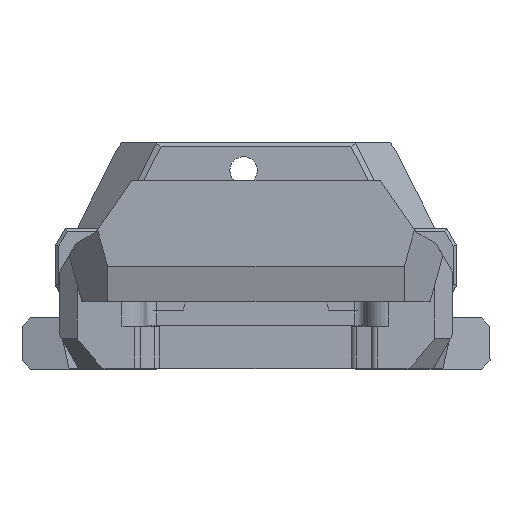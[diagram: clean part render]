
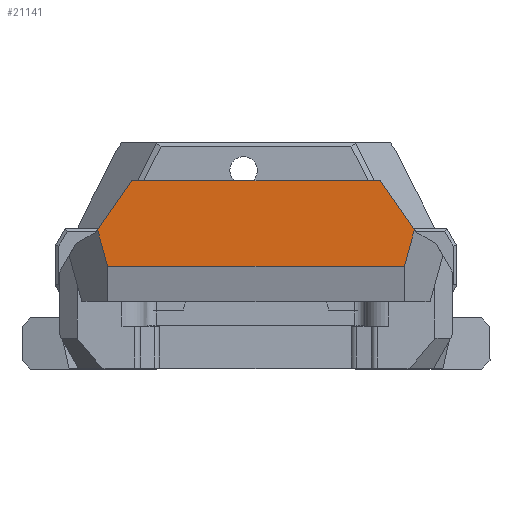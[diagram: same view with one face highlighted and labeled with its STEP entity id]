
A CAD part, top view. The second image highlights one B-rep face of the part: STEP entity #21141.
In plain terms, the highlighted planar face has unit normal (0, 0, 1).
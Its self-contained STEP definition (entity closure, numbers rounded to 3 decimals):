
#1870=FACE_OUTER_BOUND('',#3045,.T.);
#3045=EDGE_LOOP('',(#18685,#18686,#18687,#18688,#18689,#18690));
#5077=LINE('',#39829,#7359);
#5115=LINE('',#39914,#7397);
#5622=LINE('',#44308,#7904);
#5628=LINE('',#44319,#7910);
#5630=LINE('',#44323,#7912);
#5631=LINE('',#44324,#7913);
#7359=VECTOR('',#27052,10.);
#7397=VECTOR('',#27114,10.);
#7904=VECTOR('',#28137,10.);
#7910=VECTOR('',#28149,10.);
#7912=VECTOR('',#28153,10.);
#7913=VECTOR('',#28154,10.);
#9529=VERTEX_POINT('',#39826);
#9530=VERTEX_POINT('',#39828);
#9565=VERTEX_POINT('',#39912);
#9990=VERTEX_POINT('',#44307);
#9992=VERTEX_POINT('',#44318);
#9993=VERTEX_POINT('',#44322);
#12276=EDGE_CURVE('',#9530,#9529,#5077,.T.);
#12319=EDGE_CURVE('',#9565,#9529,#5115,.F.);
#12949=EDGE_CURVE('',#9990,#9565,#5622,.T.);
#12955=EDGE_CURVE('',#9990,#9992,#5628,.T.);
#12957=EDGE_CURVE('',#9992,#9993,#5630,.T.);
#12958=EDGE_CURVE('',#9993,#9530,#5631,.F.);
#18685=ORIENTED_EDGE('',*,*,#12319,.F.);
#18686=ORIENTED_EDGE('',*,*,#12949,.F.);
#18687=ORIENTED_EDGE('',*,*,#12955,.T.);
#18688=ORIENTED_EDGE('',*,*,#12957,.T.);
#18689=ORIENTED_EDGE('',*,*,#12958,.T.);
#18690=ORIENTED_EDGE('',*,*,#12276,.T.);
#20054=PLANE('',#22813);
#21141=ADVANCED_FACE('',(#1870),#20054,.T.);
#22813=AXIS2_PLACEMENT_3D('',#44321,#28151,#28152);
#27052=DIRECTION('',(-1.,0.,0.));
#27114=DIRECTION('',(-0.574,-0.819,0.));
#28137=DIRECTION('',(-0.266,0.964,0.));
#28149=DIRECTION('',(1.,0.,0.));
#28151=DIRECTION('center_axis',(0.,0.,1.));
#28152=DIRECTION('ref_axis',(1.,0.,0.));
#28153=DIRECTION('',(0.266,0.964,0.));
#28154=DIRECTION('',(0.574,-0.819,0.));
#39826=CARTESIAN_POINT('',(-14.498,32.02,75.472));
#39828=CARTESIAN_POINT('',(14.498,32.02,75.472));
#39829=CARTESIAN_POINT('',(-10.586,32.02,75.472));
#39912=CARTESIAN_POINT('',(-18.511,26.289,75.472));
#39914=CARTESIAN_POINT('',(-27.62,13.281,75.472));
#44307=CARTESIAN_POINT('',(-17.338,22.044,75.472));
#44308=CARTESIAN_POINT('',(-15.811,16.519,75.472));
#44318=CARTESIAN_POINT('',(17.338,22.044,75.472));
#44319=CARTESIAN_POINT('',(18.396,22.044,75.472));
#44321=CARTESIAN_POINT('Origin',(-21.2,10.144,75.472));
#44322=CARTESIAN_POINT('',(18.511,26.289,75.472));
#44323=CARTESIAN_POINT('',(15.811,16.519,75.472));
#44324=CARTESIAN_POINT('',(27.62,13.281,75.472));
